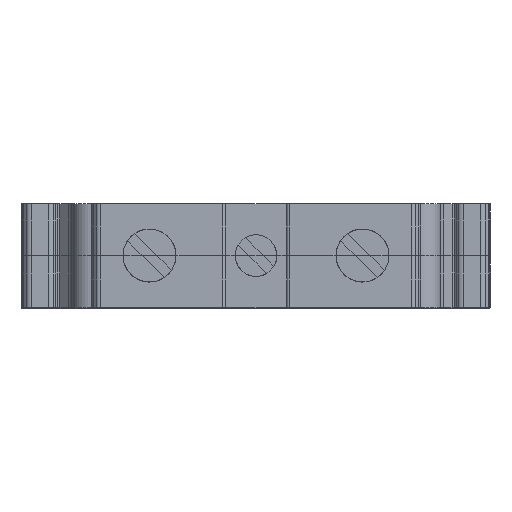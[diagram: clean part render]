
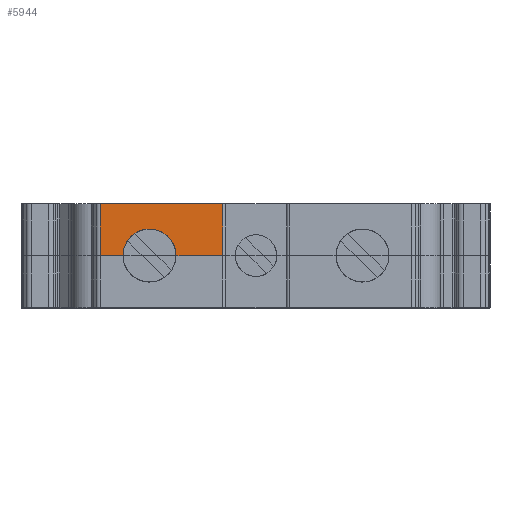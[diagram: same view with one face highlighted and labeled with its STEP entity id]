
A CAD part, top view. The second image highlights one B-rep face of the part: STEP entity #5944.
In plain terms, the highlighted planar face has unit normal (0, 0, 1).
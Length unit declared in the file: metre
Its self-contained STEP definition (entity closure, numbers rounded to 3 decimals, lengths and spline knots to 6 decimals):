
#221=CIRCLE('',#6440,0.00255);
#578=FACE_OUTER_BOUND('',#868,.T.);
#868=EDGE_LOOP('',(#5058,#5059,#5060,#5061,#5062,#5063));
#1241=LINE('',#9007,#1867);
#1249=LINE('',#9023,#1875);
#1383=LINE('',#9440,#2009);
#1479=LINE('',#9650,#2105);
#1480=LINE('',#9652,#2106);
#1867=VECTOR('',#7334,0.0045);
#1875=VECTOR('',#7342,0.002204);
#2009=VECTOR('',#7642,0.011804);
#2105=VECTOR('',#7924,0.005);
#2106=VECTOR('',#7927,0.005);
#2461=VERTEX_POINT('',#9004);
#2462=VERTEX_POINT('',#9006);
#2469=VERTEX_POINT('',#9020);
#2470=VERTEX_POINT('',#9022);
#2669=VERTEX_POINT('',#9437);
#2670=VERTEX_POINT('',#9439);
#3152=EDGE_CURVE('',#2462,#2461,#1241,.T.);
#3160=EDGE_CURVE('',#2470,#2469,#1249,.T.);
#3368=EDGE_CURVE('',#2670,#2669,#1383,.T.);
#3475=EDGE_CURVE('',#2669,#2470,#1479,.T.);
#3476=EDGE_CURVE('',#2670,#2461,#1480,.T.);
#3503=EDGE_CURVE('',#2469,#2462,#221,.T.);
#5058=ORIENTED_EDGE('',*,*,#3503,.T.);
#5059=ORIENTED_EDGE('',*,*,#3152,.T.);
#5060=ORIENTED_EDGE('',*,*,#3476,.F.);
#5061=ORIENTED_EDGE('',*,*,#3368,.T.);
#5062=ORIENTED_EDGE('',*,*,#3475,.T.);
#5063=ORIENTED_EDGE('',*,*,#3160,.T.);
#5374=PLANE('',#6441);
#5944=ADVANCED_FACE('',(#578),#5374,.T.);
#6440=AXIS2_PLACEMENT_3D('',#9703,#7993,#7994);
#6441=AXIS2_PLACEMENT_3D('',#9704,#7995,#7996);
#7334=DIRECTION('',(1.,0.,0.));
#7342=DIRECTION('',(1.,0.,0.));
#7642=DIRECTION('',(-1.,0.,0.));
#7924=DIRECTION('',(0.,-1.,0.));
#7927=DIRECTION('',(0.,-1.,0.));
#7993=DIRECTION('center_axis',(0.,0.,-1.));
#7994=DIRECTION('ref_axis',(1.,0.,0.));
#7995=DIRECTION('center_axis',(0.,0.,1.));
#7996=DIRECTION('ref_axis',(1.,0.,0.));
#9004=CARTESIAN_POINT('',(-0.01885,0.005,0.0435));
#9006=CARTESIAN_POINT('',(-0.02335,0.005,0.0435));
#9007=CARTESIAN_POINT('',(-0.02335,0.005,0.0435));
#9020=CARTESIAN_POINT('',(-0.02845,0.005,0.0435));
#9022=CARTESIAN_POINT('',(-0.030654,0.005,0.0435));
#9023=CARTESIAN_POINT('',(-0.030654,0.005,0.0435));
#9437=CARTESIAN_POINT('',(-0.030654,0.01,0.0435));
#9439=CARTESIAN_POINT('',(-0.01885,0.01,0.0435));
#9440=CARTESIAN_POINT('',(-0.01885,0.01,0.0435));
#9650=CARTESIAN_POINT('',(-0.030654,0.01,0.0435));
#9652=CARTESIAN_POINT('',(-0.01885,0.01,0.0435));
#9703=CARTESIAN_POINT('Origin',(-0.0259,0.005,0.0435));
#9704=CARTESIAN_POINT('Origin',(-0.02935,0.01,0.0435));
